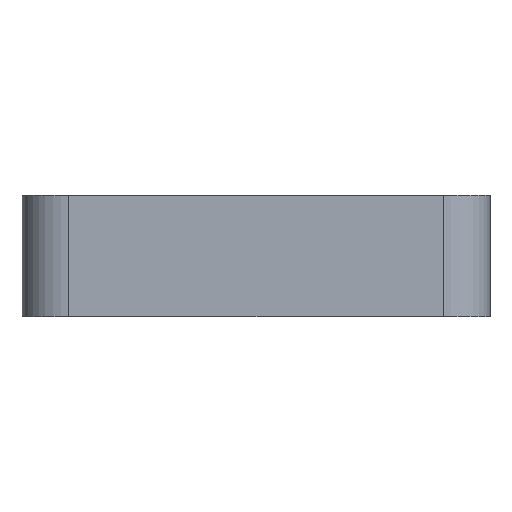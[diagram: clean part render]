
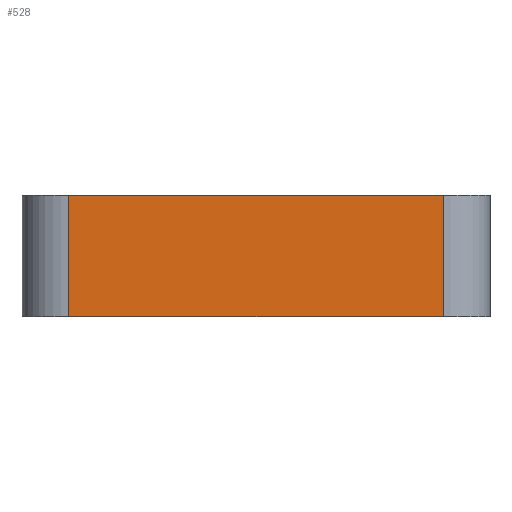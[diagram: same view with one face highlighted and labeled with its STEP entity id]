
A CAD part, left-side view. The second image highlights one B-rep face of the part: STEP entity #528.
In plain terms, the highlighted planar face has unit normal (-1, 0, 0).
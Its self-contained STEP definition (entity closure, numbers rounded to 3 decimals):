
#78=FACE_OUTER_BOUND('',#116,.T.);
#116=EDGE_LOOP('',(#431,#432,#433,#434));
#155=LINE('',#817,#203);
#167=LINE('',#859,#215);
#171=LINE('',#878,#219);
#172=LINE('',#880,#220);
#203=VECTOR('',#647,10.);
#215=VECTOR('',#685,10.);
#219=VECTOR('',#707,10.);
#220=VECTOR('',#710,10.);
#248=VERTEX_POINT('',#814);
#249=VERTEX_POINT('',#816);
#265=VERTEX_POINT('',#856);
#266=VERTEX_POINT('',#858);
#300=EDGE_CURVE('',#248,#249,#155,.T.);
#321=EDGE_CURVE('',#266,#265,#167,.T.);
#331=EDGE_CURVE('',#266,#248,#171,.T.);
#332=EDGE_CURVE('',#249,#265,#172,.T.);
#431=ORIENTED_EDGE('',*,*,#331,.F.);
#432=ORIENTED_EDGE('',*,*,#321,.T.);
#433=ORIENTED_EDGE('',*,*,#332,.F.);
#434=ORIENTED_EDGE('',*,*,#300,.F.);
#507=PLANE('',#589);
#528=ADVANCED_FACE('',(#78),#507,.T.);
#589=AXIS2_PLACEMENT_3D('',#879,#708,#709);
#647=DIRECTION('',(0.,-1.,0.));
#685=DIRECTION('',(0.,-1.,0.));
#707=DIRECTION('',(0.,0.,1.));
#708=DIRECTION('center_axis',(-1.,0.,0.));
#709=DIRECTION('ref_axis',(0.,-1.,0.));
#710=DIRECTION('',(0.,0.,-1.));
#814=CARTESIAN_POINT('',(-10.5,35.4,13.));
#816=CARTESIAN_POINT('',(-10.5,-4.5,13.));
#817=CARTESIAN_POINT('',(-10.5,40.4,13.));
#856=CARTESIAN_POINT('',(-10.5,-4.5,0.));
#858=CARTESIAN_POINT('',(-10.5,35.4,0.));
#859=CARTESIAN_POINT('',(-10.5,40.4,0.));
#878=CARTESIAN_POINT('',(-10.5,35.4,0.));
#879=CARTESIAN_POINT('Origin',(-10.5,40.4,0.));
#880=CARTESIAN_POINT('',(-10.5,-4.5,0.));
